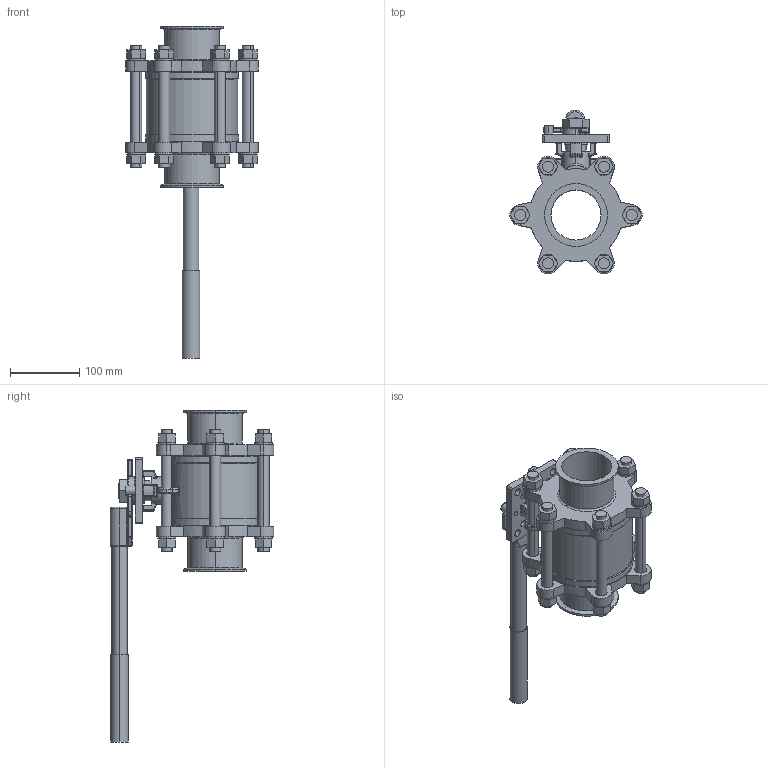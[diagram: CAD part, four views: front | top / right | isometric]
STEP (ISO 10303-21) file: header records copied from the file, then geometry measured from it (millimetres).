
FILE_DESCRIPTION (( 'STEP AP203' ), '1' );
FILE_NAME ('9020-300-TC.STEP', '2017-06-02T13:43:41', ( '' ), ( '' ), 'SwSTEP 2.0', 'SolidWorks 2014', '' );
FILE_SCHEMA (( 'CONFIG_CONTROL_DESIGN' ));
Length unit declared in the file: inch
Products named in the file (1): 9020-300-TC
Bounding box: 191.61 x 237.04 x 480.19 mm (x, y, z)
Volume: 2158089 mm3; surface area: 340043 mm2
Topology: 6 solids, 10 shells, 850 faces, 2005 edges, 1192 vertices
Faces by surface type: plane 387, cylinder 262, torus 77, bspline 50, cone 43, sphere 31
Entity records: 31638 total; most frequent: CARTESIAN_POINT 11976, DIRECTION 4297, ORIENTED_EDGE 3986, EDGE_CURVE 1993, AXIS2_PLACEMENT_3D 1679, VERTEX_POINT 1192, LINE 939, VECTOR 939
